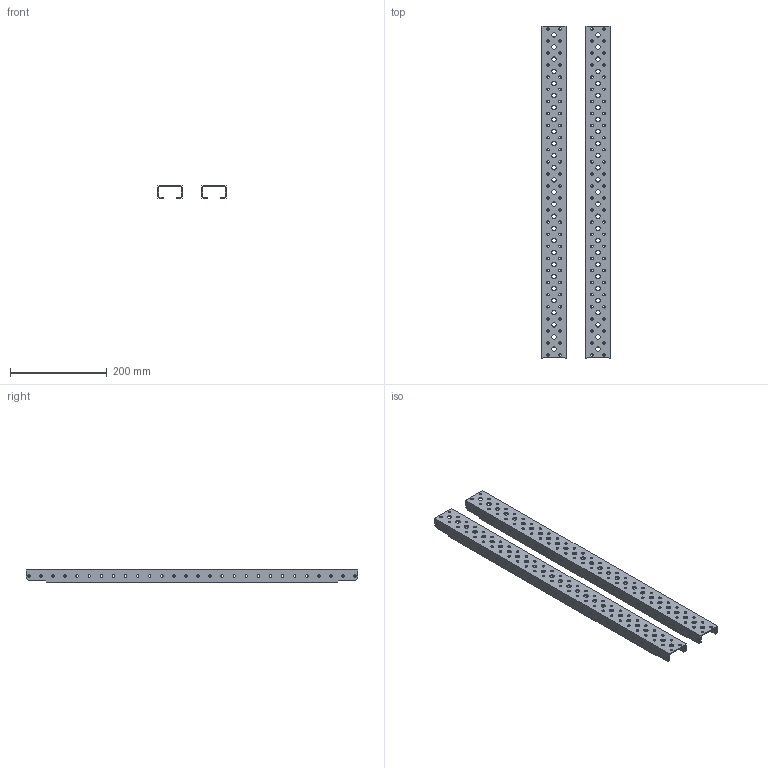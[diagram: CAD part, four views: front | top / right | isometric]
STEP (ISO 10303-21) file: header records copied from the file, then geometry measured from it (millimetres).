
FILE_DESCRIPTION (( 'STEP AP203' ), '1' );
FILE_NAME ('FO-00-PRM-080 FORMAT Ïðîôèëü ìîíòàæíûé 50õ25 â øêàô 800 (2øò_óïàê) IEK.STEP', '2024-07-09T06:41:33', ( '' ), ( '' ), 'SwSTEP 2.0', 'SolidWorks 2022', '' );
FILE_SCHEMA (( 'CONFIG_CONTROL_DESIGN' ));
Length unit declared in the file: millimetre
Products named in the file (1): FO-00-PRM-080 FORMAT Профиль монтажный 50х25 в шкаф 800 (2шт_упак) IEK
Bounding box: 140.97 x 687 x 25 mm (x, y, z)
Volume: 293280.5 mm3; surface area: 309970 mm2
Topology: 2 solids, 2 shells, 640 faces, 1908 edges, 1272 vertices
Faces by surface type: cylinder 556, plane 76, bspline 8
Entity records: 23795 total; most frequent: CARTESIAN_POINT 4373, DIRECTION 4254, ORIENTED_EDGE 3816, EDGE_CURVE 1908, AXIS2_PLACEMENT_3D 1745, VERTEX_POINT 1272, EDGE_LOOP 1196, CIRCLE 1112
